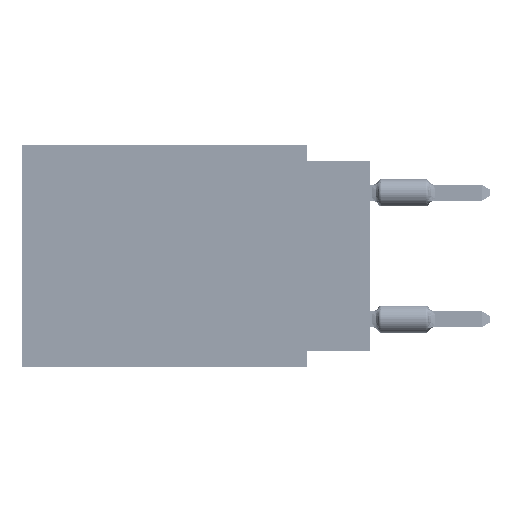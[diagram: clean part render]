
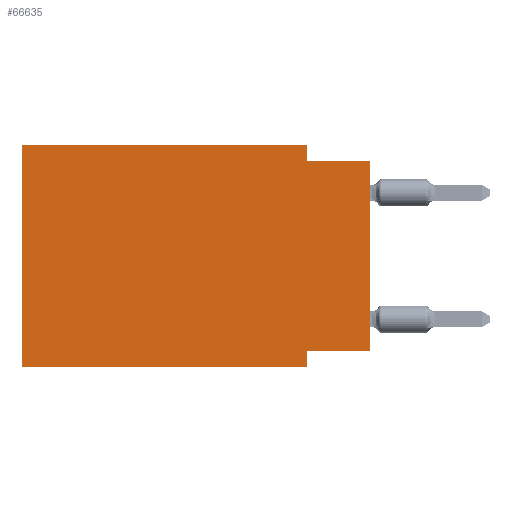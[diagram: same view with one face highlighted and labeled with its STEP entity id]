
A CAD part, left-side view. The second image highlights one B-rep face of the part: STEP entity #66635.
In plain terms, the highlighted planar face has unit normal (-1, 0, 0).
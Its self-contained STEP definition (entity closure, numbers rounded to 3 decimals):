
#4423 = DIRECTION ( 'NONE',  ( 0., -1., 0. ) ) ;
#5437 = AXIS2_PLACEMENT_3D ( 'NONE', #7305, #47477, #77790 ) ;
#5458 = EDGE_LOOP ( 'NONE', ( #32838, #71577, #76125, #94942, #32532, #19776, #89075, #9348 ) ) ;
#5558 = DIRECTION ( 'NONE',  ( 0., -1., 0. ) ) ;
#7305 = CARTESIAN_POINT ( 'NONE',  ( 0., 13.97, 0. ) ) ;
#9256 = VECTOR ( 'NONE', #79631, 1000. ) ;
#9348 = ORIENTED_EDGE ( 'NONE', *, *, #101170, .F. ) ;
#9612 = EDGE_CURVE ( 'NONE', #98181, #65475, #78996, .T. ) ;
#11506 = EDGE_CURVE ( 'NONE', #50904, #24420, #101048, .T. ) ;
#13811 = EDGE_CURVE ( 'NONE', #71821, #18926, #58978, .T. ) ;
#14420 = CARTESIAN_POINT ( 'NONE',  ( 0., 13.97, 0. ) ) ;
#18207 = CARTESIAN_POINT ( 'NONE',  ( 0., 0., -0.635 ) ) ;
#18560 = CARTESIAN_POINT ( 'NONE',  ( 0., 0., -0.635 ) ) ;
#18926 = VERTEX_POINT ( 'NONE', #40778 ) ;
#19776 = ORIENTED_EDGE ( 'NONE', *, *, #11506, .T. ) ;
#19980 = CARTESIAN_POINT ( 'NONE',  ( 0., 2.54, -8.89 ) ) ;
#21934 = VERTEX_POINT ( 'NONE', #55317 ) ;
#23904 = EDGE_CURVE ( 'NONE', #18926, #65475, #56146, .T. ) ;
#24420 = VERTEX_POINT ( 'NONE', #19980 ) ;
#26063 = CARTESIAN_POINT ( 'NONE',  ( 0., 0., -8.255 ) ) ;
#29288 = CARTESIAN_POINT ( 'NONE',  ( 0., 2.54, -8.89 ) ) ;
#30081 = CARTESIAN_POINT ( 'NONE',  ( 0., 13.97, -8.89 ) ) ;
#30989 = CARTESIAN_POINT ( 'NONE',  ( 0., 0., 0. ) ) ;
#32422 = DIRECTION ( 'NONE',  ( 0., -1., 0. ) ) ;
#32455 = VECTOR ( 'NONE', #5558, 1000. ) ;
#32532 = ORIENTED_EDGE ( 'NONE', *, *, #50178, .F. ) ;
#32838 = ORIENTED_EDGE ( 'NONE', *, *, #9612, .T. ) ;
#32929 = LINE ( 'NONE', #97104, #62518 ) ;
#34161 = CARTESIAN_POINT ( 'NONE',  ( 0., 0., -8.255 ) ) ;
#34865 = CARTESIAN_POINT ( 'NONE',  ( 0., 13.97, -8.89 ) ) ;
#40679 = EDGE_CURVE ( 'NONE', #21934, #71821, #32929, .T. ) ;
#40778 = CARTESIAN_POINT ( 'NONE',  ( 0., 2.54, -0.635 ) ) ;
#42021 = VECTOR ( 'NONE', #58410, 1000. ) ;
#47477 = DIRECTION ( 'NONE',  ( 1., 0., 0. ) ) ;
#49471 = VECTOR ( 'NONE', #4423, 1000. ) ;
#50178 = EDGE_CURVE ( 'NONE', #50904, #21934, #85928, .T. ) ;
#50904 = VERTEX_POINT ( 'NONE', #34865 ) ;
#55317 = CARTESIAN_POINT ( 'NONE',  ( 0., 13.97, 0. ) ) ;
#56146 = LINE ( 'NONE', #18560, #49471 ) ;
#56329 = VERTEX_POINT ( 'NONE', #58976 ) ;
#58410 = DIRECTION ( 'NONE',  ( 0., 1., 0. ) ) ;
#58976 = CARTESIAN_POINT ( 'NONE',  ( 0., 2.54, -8.255 ) ) ;
#58978 = LINE ( 'NONE', #65273, #79566 ) ;
#62518 = VECTOR ( 'NONE', #32422, 1000. ) ;
#62800 = DIRECTION ( 'NONE',  ( 0., 0., 1. ) ) ;
#64154 = FACE_OUTER_BOUND ( 'NONE', #5458, .T. ) ;
#65273 = CARTESIAN_POINT ( 'NONE',  ( 0., 2.54, 0. ) ) ;
#65475 = VERTEX_POINT ( 'NONE', #18207 ) ;
#65720 = LINE ( 'NONE', #26063, #42021 ) ;
#66635 = ADVANCED_FACE ( 'NONE', ( #64154 ), #86130, .F. ) ;
#69474 = LINE ( 'NONE', #29288, #102173 ) ;
#71577 = ORIENTED_EDGE ( 'NONE', *, *, #23904, .F. ) ;
#71821 = VERTEX_POINT ( 'NONE', #82987 ) ;
#76125 = ORIENTED_EDGE ( 'NONE', *, *, #13811, .F. ) ;
#77790 = DIRECTION ( 'NONE',  ( 0., 0., -1. ) ) ;
#78996 = LINE ( 'NONE', #30989, #84002 ) ;
#79566 = VECTOR ( 'NONE', #97109, 1000. ) ;
#79631 = DIRECTION ( 'NONE',  ( 0., 0., 1. ) ) ;
#82987 = CARTESIAN_POINT ( 'NONE',  ( 0., 2.54, 0. ) ) ;
#84002 = VECTOR ( 'NONE', #62800, 1000. ) ;
#84614 = DIRECTION ( 'NONE',  ( 0., 0., -1. ) ) ;
#85928 = LINE ( 'NONE', #14420, #9256 ) ;
#86130 = PLANE ( 'NONE',  #5437 ) ;
#89075 = ORIENTED_EDGE ( 'NONE', *, *, #102144, .F. ) ;
#94942 = ORIENTED_EDGE ( 'NONE', *, *, #40679, .F. ) ;
#97104 = CARTESIAN_POINT ( 'NONE',  ( 0., 13.97, 0. ) ) ;
#97109 = DIRECTION ( 'NONE',  ( 0., 0., -1. ) ) ;
#98181 = VERTEX_POINT ( 'NONE', #34161 ) ;
#101048 = LINE ( 'NONE', #30081, #32455 ) ;
#101170 = EDGE_CURVE ( 'NONE', #98181, #56329, #65720, .T. ) ;
#102144 = EDGE_CURVE ( 'NONE', #56329, #24420, #69474, .T. ) ;
#102173 = VECTOR ( 'NONE', #84614, 1000. ) ;
